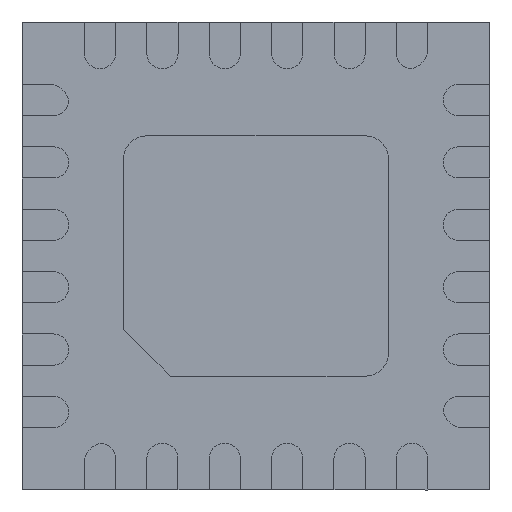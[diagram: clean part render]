
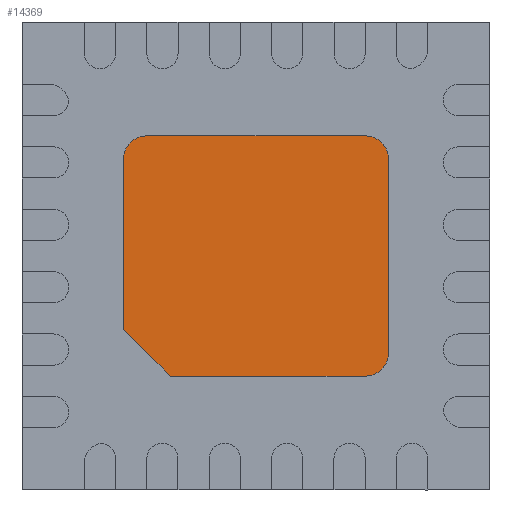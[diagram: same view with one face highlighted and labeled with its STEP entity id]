
A CAD part, front view. The second image highlights one B-rep face of the part: STEP entity #14369.
In plain terms, the highlighted planar face has unit normal (0, -1, 0).
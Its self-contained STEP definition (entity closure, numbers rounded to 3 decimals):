
#610 = AXIS2_PLACEMENT_3D ( 'NONE', #5060, #3946, #674 ) ;
#674 = DIRECTION ( 'NONE',  ( 0., 0., 1. ) ) ;
#869 = EDGE_CURVE ( 'NONE', #7045, #6164, #3482, .T. ) ;
#1168 = ORIENTED_EDGE ( 'NONE', *, *, #1432, .F. ) ;
#1175 = CARTESIAN_POINT ( 'NONE',  ( 0.7, 0., 0.62 ) ) ;
#1239 = VERTEX_POINT ( 'NONE', #7125 ) ;
#1432 = EDGE_CURVE ( 'NONE', #2900, #10645, #8582, .T. ) ;
#1762 = EDGE_CURVE ( 'NONE', #7510, #10556, #12238, .T. ) ;
#1871 = EDGE_CURVE ( 'NONE', #7929, #7045, #10136, .T. ) ;
#2054 = CARTESIAN_POINT ( 'NONE',  ( 0.7, 0., -0.77 ) ) ;
#2171 = LINE ( 'NONE', #11533, #7867 ) ;
#2447 = DIRECTION ( 'NONE',  ( 0., 0., 1. ) ) ;
#2469 = DIRECTION ( 'NONE',  ( 0., 0., 1. ) ) ;
#2900 = VERTEX_POINT ( 'NONE', #3866 ) ;
#3164 = CARTESIAN_POINT ( 'NONE',  ( -0.85, 0., 0.62 ) ) ;
#3238 = DIRECTION ( 'NONE',  ( 0., 1., 0. ) ) ;
#3482 = LINE ( 'NONE', #5557, #11110 ) ;
#3567 = ORIENTED_EDGE ( 'NONE', *, *, #5668, .F. ) ;
#3639 = CARTESIAN_POINT ( 'NONE',  ( -0.85, 0., -0.47 ) ) ;
#3830 = ORIENTED_EDGE ( 'NONE', *, *, #1762, .F. ) ;
#3866 = CARTESIAN_POINT ( 'NONE',  ( 0.7, 0., 0.77 ) ) ;
#3946 = DIRECTION ( 'NONE',  ( 0., 1., 0. ) ) ;
#3972 = CARTESIAN_POINT ( 'NONE',  ( 0.85, 0., -0.62 ) ) ;
#4764 = CARTESIAN_POINT ( 'NONE',  ( -0.7, 0., 0.62 ) ) ;
#4828 = VECTOR ( 'NONE', #12723, 1000. ) ;
#4843 = DIRECTION ( 'NONE',  ( 1., 0., 0. ) ) ;
#5019 = ORIENTED_EDGE ( 'NONE', *, *, #1871, .F. ) ;
#5060 = CARTESIAN_POINT ( 'NONE',  ( 0.7, 0., -0.62 ) ) ;
#5179 = VECTOR ( 'NONE', #9058, 1000. ) ;
#5352 = CARTESIAN_POINT ( 'NONE',  ( -0.85, 0., -0.47 ) ) ;
#5557 = CARTESIAN_POINT ( 'NONE',  ( -0.85, 0., 0.62 ) ) ;
#5668 = EDGE_CURVE ( 'NONE', #10556, #7929, #6203, .T. ) ;
#5669 = ORIENTED_EDGE ( 'NONE', *, *, #12550, .F. ) ;
#6164 = VERTEX_POINT ( 'NONE', #3164 ) ;
#6203 = LINE ( 'NONE', #6986, #5179 ) ;
#6986 = CARTESIAN_POINT ( 'NONE',  ( -0.55, 0., -0.77 ) ) ;
#7045 = VERTEX_POINT ( 'NONE', #5352 ) ;
#7125 = CARTESIAN_POINT ( 'NONE',  ( -0.7, 0., 0.77 ) ) ;
#7260 = CARTESIAN_POINT ( 'NONE',  ( 0., 0., 0. ) ) ;
#7510 = VERTEX_POINT ( 'NONE', #13988 ) ;
#7654 = AXIS2_PLACEMENT_3D ( 'NONE', #1175, #3238, #8906 ) ;
#7867 = VECTOR ( 'NONE', #4843, 1000. ) ;
#7889 = LINE ( 'NONE', #3972, #4828 ) ;
#7929 = VERTEX_POINT ( 'NONE', #10451 ) ;
#8020 = DIRECTION ( 'NONE',  ( 0., 1., 0. ) ) ;
#8164 = FACE_OUTER_BOUND ( 'NONE', #9295, .T. ) ;
#8582 = CIRCLE ( 'NONE', #7654, 0.15 ) ;
#8679 = AXIS2_PLACEMENT_3D ( 'NONE', #7260, #12827, #13803 ) ;
#8906 = DIRECTION ( 'NONE',  ( 0., 0., 1. ) ) ;
#8962 = ORIENTED_EDGE ( 'NONE', *, *, #869, .F. ) ;
#9058 = DIRECTION ( 'NONE',  ( -1., 0., 0. ) ) ;
#9266 = VECTOR ( 'NONE', #10188, 1000. ) ;
#9295 = EDGE_LOOP ( 'NONE', ( #5669, #10407, #8962, #5019, #3567, #3830, #11085, #1168 ) ) ;
#10136 = LINE ( 'NONE', #3639, #9266 ) ;
#10188 = DIRECTION ( 'NONE',  ( -0.707, 0., 0.707 ) ) ;
#10407 = ORIENTED_EDGE ( 'NONE', *, *, #13493, .F. ) ;
#10451 = CARTESIAN_POINT ( 'NONE',  ( -0.55, 0., -0.77 ) ) ;
#10464 = PLANE ( 'NONE',  #8679 ) ;
#10556 = VERTEX_POINT ( 'NONE', #2054 ) ;
#10645 = VERTEX_POINT ( 'NONE', #10762 ) ;
#10762 = CARTESIAN_POINT ( 'NONE',  ( 0.85, 0., 0.62 ) ) ;
#11085 = ORIENTED_EDGE ( 'NONE', *, *, #12059, .F. ) ;
#11110 = VECTOR ( 'NONE', #2447, 1000. ) ;
#11533 = CARTESIAN_POINT ( 'NONE',  ( 0.7, 0., 0.77 ) ) ;
#12059 = EDGE_CURVE ( 'NONE', #10645, #7510, #7889, .T. ) ;
#12238 = CIRCLE ( 'NONE', #610, 0.15 ) ;
#12550 = EDGE_CURVE ( 'NONE', #1239, #2900, #2171, .T. ) ;
#12571 = CIRCLE ( 'NONE', #12668, 0.15 ) ;
#12668 = AXIS2_PLACEMENT_3D ( 'NONE', #4764, #8020, #2469 ) ;
#12723 = DIRECTION ( 'NONE',  ( 0., 0., -1. ) ) ;
#12827 = DIRECTION ( 'NONE',  ( 0., 1., 0. ) ) ;
#13493 = EDGE_CURVE ( 'NONE', #6164, #1239, #12571, .T. ) ;
#13803 = DIRECTION ( 'NONE',  ( 0., 0., 1. ) ) ;
#13988 = CARTESIAN_POINT ( 'NONE',  ( 0.85, 0., -0.62 ) ) ;
#14369 = ADVANCED_FACE ( 'NONE', ( #8164 ), #10464, .F. ) ;
